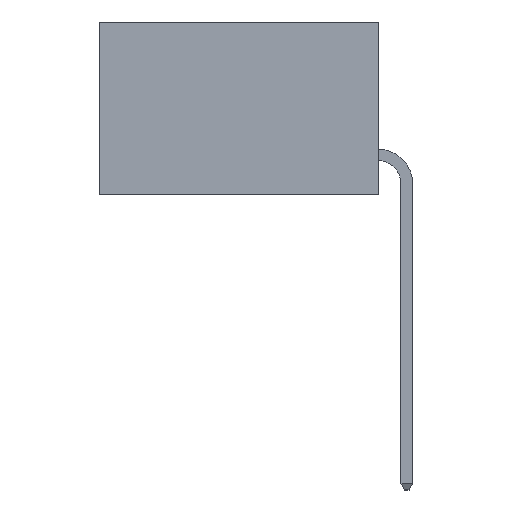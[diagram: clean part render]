
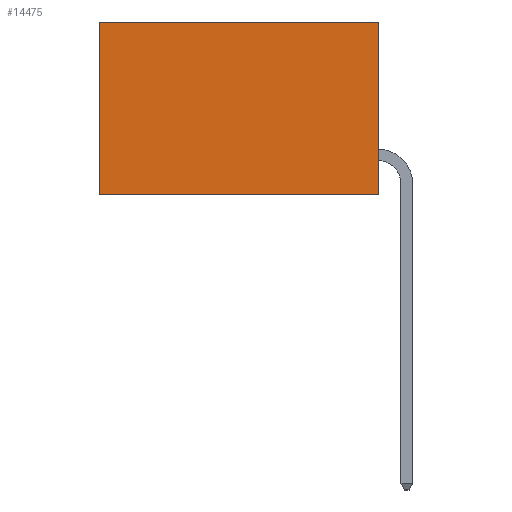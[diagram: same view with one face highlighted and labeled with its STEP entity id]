
A CAD part, left-side view. The second image highlights one B-rep face of the part: STEP entity #14475.
In plain terms, the highlighted planar face has unit normal (-1, 0, 0).
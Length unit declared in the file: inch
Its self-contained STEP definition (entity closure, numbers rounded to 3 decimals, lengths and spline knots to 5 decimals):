
#63 = PLANE ( 'NONE',  #8126 ) ;
#103 = VERTEX_POINT ( 'NONE', #7530 ) ;
#298 = DIRECTION ( 'NONE',  ( 0., 1., 0. ) ) ;
#908 = VERTEX_POINT ( 'NONE', #3992 ) ;
#1645 = DIRECTION ( 'NONE',  ( 0., 0., -1. ) ) ;
#1838 = CARTESIAN_POINT ( 'NONE',  ( 0.2615, 0., 0. ) ) ;
#1860 = ORIENTED_EDGE ( 'NONE', *, *, #4836, .F. ) ;
#2057 = CARTESIAN_POINT ( 'NONE',  ( 0.2615, 0.6, -0.37 ) ) ;
#2279 = DIRECTION ( 'NONE',  ( 0., 0., -1. ) ) ;
#2583 = EDGE_CURVE ( 'NONE', #908, #13664, #15790, .T. ) ;
#3140 = DIRECTION ( 'NONE',  ( 0., 1., 0. ) ) ;
#3222 = VECTOR ( 'NONE', #2279, 39.37008 ) ;
#3992 = CARTESIAN_POINT ( 'NONE',  ( 0.2615, 0., 0. ) ) ;
#4830 = EDGE_CURVE ( 'NONE', #103, #15232, #8136, .T. ) ;
#4836 = EDGE_CURVE ( 'NONE', #908, #103, #5150, .T. ) ;
#5117 = ORIENTED_EDGE ( 'NONE', *, *, #2583, .T. ) ;
#5150 = LINE ( 'NONE', #18360, #11567 ) ;
#7530 = CARTESIAN_POINT ( 'NONE',  ( 0.2615, 0., -0.37 ) ) ;
#7551 = VECTOR ( 'NONE', #3140, 39.37008 ) ;
#8126 = AXIS2_PLACEMENT_3D ( 'NONE', #8939, #10414, #1645 ) ;
#8136 = LINE ( 'NONE', #18416, #12958 ) ;
#8857 = FACE_OUTER_BOUND ( 'NONE', #17666, .T. ) ;
#8939 = CARTESIAN_POINT ( 'NONE',  ( 0.2615, 0., -0.37 ) ) ;
#9881 = EDGE_CURVE ( 'NONE', #13664, #15232, #18490, .T. ) ;
#10359 = CARTESIAN_POINT ( 'NONE',  ( 0.2615, 0.6, 0. ) ) ;
#10414 = DIRECTION ( 'NONE',  ( 1., 0., 0. ) ) ;
#11567 = VECTOR ( 'NONE', #18111, 39.37008 ) ;
#11999 = CARTESIAN_POINT ( 'NONE',  ( 0.2615, 0.6, -0.37 ) ) ;
#12369 = ORIENTED_EDGE ( 'NONE', *, *, #4830, .F. ) ;
#12958 = VECTOR ( 'NONE', #298, 39.37008 ) ;
#13664 = VERTEX_POINT ( 'NONE', #10359 ) ;
#14475 = ADVANCED_FACE ( 'NONE', ( #8857 ), #63, .F. ) ;
#15232 = VERTEX_POINT ( 'NONE', #11999 ) ;
#15385 = ORIENTED_EDGE ( 'NONE', *, *, #9881, .T. ) ;
#15790 = LINE ( 'NONE', #1838, #7551 ) ;
#17666 = EDGE_LOOP ( 'NONE', ( #15385, #12369, #1860, #5117 ) ) ;
#18111 = DIRECTION ( 'NONE',  ( 0., 0., -1. ) ) ;
#18360 = CARTESIAN_POINT ( 'NONE',  ( 0.2615, 0., -0.37 ) ) ;
#18416 = CARTESIAN_POINT ( 'NONE',  ( 0.2615, 0., -0.37 ) ) ;
#18490 = LINE ( 'NONE', #2057, #3222 ) ;
